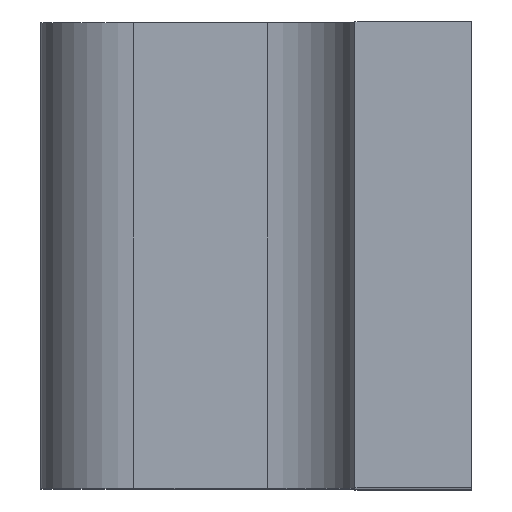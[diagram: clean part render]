
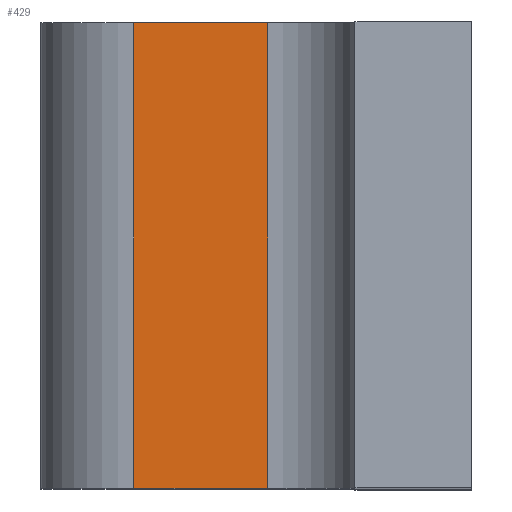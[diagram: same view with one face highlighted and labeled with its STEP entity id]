
A CAD part, top view. The second image highlights one B-rep face of the part: STEP entity #429.
In plain terms, the highlighted planar face has unit normal (0, 0, 1).
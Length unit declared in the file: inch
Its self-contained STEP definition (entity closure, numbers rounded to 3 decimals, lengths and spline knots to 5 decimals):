
#27=PLANE('',#489);
#49=FACE_OUTER_BOUND('',#73,.T.);
#73=EDGE_LOOP('',(#365,#366,#367,#368));
#98=LINE('',#675,#142);
#99=LINE('',#680,#143);
#104=LINE('',#694,#148);
#118=LINE('',#726,#162);
#142=VECTOR('',#544,0.3937);
#143=VECTOR('',#551,0.3937);
#148=VECTOR('',#566,0.3937);
#162=VECTOR('',#600,0.3937);
#208=VERTEX_POINT('',#672);
#209=VERTEX_POINT('',#674);
#210=VERTEX_POINT('',#678);
#214=VERTEX_POINT('',#692);
#252=EDGE_CURVE('',#209,#208,#98,.T.);
#255=EDGE_CURVE('',#209,#210,#99,.T.);
#262=EDGE_CURVE('',#214,#208,#104,.T.);
#278=EDGE_CURVE('',#210,#214,#118,.T.);
#365=ORIENTED_EDGE('',*,*,#255,.F.);
#366=ORIENTED_EDGE('',*,*,#252,.T.);
#367=ORIENTED_EDGE('',*,*,#262,.F.);
#368=ORIENTED_EDGE('',*,*,#278,.F.);
#429=ADVANCED_FACE('',(#49),#27,.T.);
#489=AXIS2_PLACEMENT_3D('',#725,#598,#599);
#544=DIRECTION('',(1.,0.,0.));
#551=DIRECTION('',(0.,1.,0.));
#566=DIRECTION('',(0.,-1.,0.));
#598=DIRECTION('center_axis',(0.,0.,1.));
#599=DIRECTION('ref_axis',(1.,0.,0.));
#600=DIRECTION('',(1.,0.,0.));
#672=CARTESIAN_POINT('',(-0.4375,0.,0.2));
#674=CARTESIAN_POINT('',(-0.725,0.,0.2));
#675=CARTESIAN_POINT('',(-0.925,0.,0.2));
#678=CARTESIAN_POINT('',(-0.725,1.,0.2));
#680=CARTESIAN_POINT('',(-0.725,0.,0.2));
#692=CARTESIAN_POINT('',(-0.4375,1.,0.2));
#694=CARTESIAN_POINT('',(-0.4375,0.,0.2));
#725=CARTESIAN_POINT('Origin',(-0.925,0.,0.2));
#726=CARTESIAN_POINT('',(-0.925,1.,0.2));
